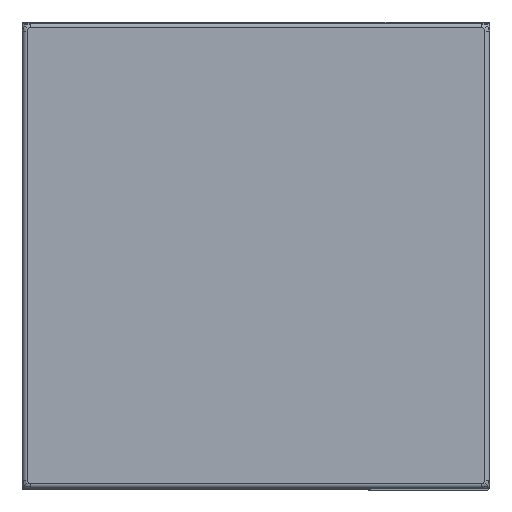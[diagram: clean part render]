
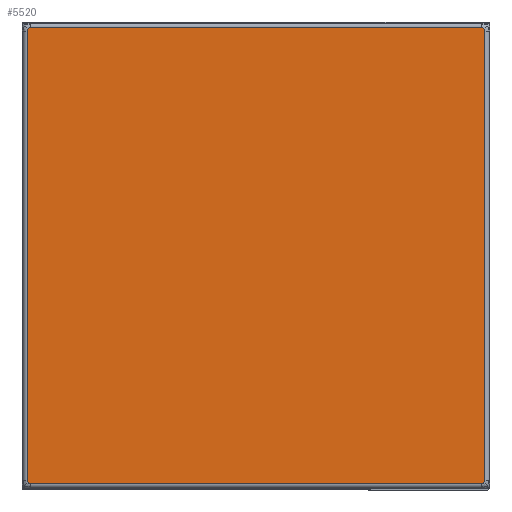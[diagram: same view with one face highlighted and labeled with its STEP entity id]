
A CAD part, left-side view. The second image highlights one B-rep face of the part: STEP entity #5520.
In plain terms, the highlighted planar face has unit normal (-1, 0, 0).
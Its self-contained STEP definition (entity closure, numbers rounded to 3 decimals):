
#56=PLANE('',#5891);
#242=LINE('',#9869,#712);
#245=LINE('',#9915,#715);
#246=LINE('',#9917,#716);
#249=LINE('',#9923,#719);
#712=VECTOR('',#6308,10.);
#715=VECTOR('',#6321,10.);
#716=VECTOR('',#6324,10.);
#719=VECTOR('',#6333,10.);
#1220=FACE_OUTER_BOUND('',#1533,.T.);
#1533=EDGE_LOOP('',(#3977,#3978,#3979,#3980,#3981,#3982,#3983,#3984,#3985,
#3986,#3987,#3988));
#1818=CIRCLE('',#5801,0.037);
#1824=CIRCLE('',#5807,0.037);
#1830=CIRCLE('',#5813,0.037);
#1836=CIRCLE('',#5819,0.037);
#1865=CIRCLE('',#5867,0.037);
#1867=CIRCLE('',#5869,0.037);
#1869=CIRCLE('',#5871,0.037);
#1872=CIRCLE('',#5876,0.037);
#2232=VERTEX_POINT('',#8614);
#2233=VERTEX_POINT('',#8621);
#2244=VERTEX_POINT('',#8930);
#2245=VERTEX_POINT('',#8937);
#2256=VERTEX_POINT('',#9246);
#2257=VERTEX_POINT('',#9253);
#2268=VERTEX_POINT('',#9562);
#2269=VERTEX_POINT('',#9569);
#2337=VERTEX_POINT('',#9786);
#2338=VERTEX_POINT('',#9825);
#2339=VERTEX_POINT('',#9864);
#2341=VERTEX_POINT('',#9910);
#2813=EDGE_CURVE('',#2232,#2233,#1818,.T.);
#2829=EDGE_CURVE('',#2244,#2245,#1824,.T.);
#2845=EDGE_CURVE('',#2256,#2257,#1830,.T.);
#2861=EDGE_CURVE('',#2268,#2269,#1836,.T.);
#2956=EDGE_CURVE('',#2337,#2268,#1865,.T.);
#2958=EDGE_CURVE('',#2338,#2256,#1867,.T.);
#2960=EDGE_CURVE('',#2339,#2244,#1869,.T.);
#2962=EDGE_CURVE('',#2245,#2337,#242,.T.);
#2966=EDGE_CURVE('',#2341,#2232,#1872,.T.);
#2968=EDGE_CURVE('',#2257,#2341,#245,.T.);
#2969=EDGE_CURVE('',#2233,#2339,#246,.T.);
#2972=EDGE_CURVE('',#2269,#2338,#249,.T.);
#3977=ORIENTED_EDGE('',*,*,#2966,.F.);
#3978=ORIENTED_EDGE('',*,*,#2968,.F.);
#3979=ORIENTED_EDGE('',*,*,#2845,.F.);
#3980=ORIENTED_EDGE('',*,*,#2958,.F.);
#3981=ORIENTED_EDGE('',*,*,#2972,.F.);
#3982=ORIENTED_EDGE('',*,*,#2861,.F.);
#3983=ORIENTED_EDGE('',*,*,#2956,.F.);
#3984=ORIENTED_EDGE('',*,*,#2962,.F.);
#3985=ORIENTED_EDGE('',*,*,#2829,.F.);
#3986=ORIENTED_EDGE('',*,*,#2960,.F.);
#3987=ORIENTED_EDGE('',*,*,#2969,.F.);
#3988=ORIENTED_EDGE('',*,*,#2813,.F.);
#5520=ADVANCED_FACE('',(#1220),#56,.F.);
#5801=AXIS2_PLACEMENT_3D('',#8622,#6097,#6098);
#5807=AXIS2_PLACEMENT_3D('',#8938,#6109,#6110);
#5813=AXIS2_PLACEMENT_3D('',#9254,#6121,#6122);
#5819=AXIS2_PLACEMENT_3D('',#9570,#6133,#6134);
#5867=AXIS2_PLACEMENT_3D('',#9788,#6295,#6296);
#5869=AXIS2_PLACEMENT_3D('',#9827,#6299,#6300);
#5871=AXIS2_PLACEMENT_3D('',#9866,#6303,#6304);
#5876=AXIS2_PLACEMENT_3D('',#9912,#6316,#6317);
#5891=AXIS2_PLACEMENT_3D('',#9956,#6364,#6365);
#6097=DIRECTION('center_axis',(1.,0.,0.));
#6098=DIRECTION('ref_axis',(0.,-0.707,0.707));
#6109=DIRECTION('center_axis',(1.,0.,0.));
#6110=DIRECTION('ref_axis',(0.,-0.707,-0.707));
#6121=DIRECTION('center_axis',(1.,0.,0.));
#6122=DIRECTION('ref_axis',(0.,0.707,0.707));
#6133=DIRECTION('center_axis',(1.,0.,0.));
#6134=DIRECTION('ref_axis',(0.,0.707,-0.707));
#6295=DIRECTION('center_axis',(1.,0.,0.));
#6296=DIRECTION('ref_axis',(0.,0.707,-0.707));
#6299=DIRECTION('center_axis',(1.,0.,0.));
#6300=DIRECTION('ref_axis',(0.,0.707,0.707));
#6303=DIRECTION('center_axis',(1.,0.,0.));
#6304=DIRECTION('ref_axis',(0.,-0.707,-0.707));
#6308=DIRECTION('',(0.,1.,0.));
#6316=DIRECTION('center_axis',(1.,0.,0.));
#6317=DIRECTION('ref_axis',(0.,-0.707,0.707));
#6321=DIRECTION('',(0.,-1.,0.));
#6324=DIRECTION('',(0.,0.,-1.));
#6333=DIRECTION('',(0.,0.,1.));
#6364=DIRECTION('center_axis',(1.,0.,0.));
#6365=DIRECTION('ref_axis',(0.,0.,-1.));
#8614=CARTESIAN_POINT('',(-20.,-2.45,4.928));
#8621=CARTESIAN_POINT('',(-20.,-2.461,4.902));
#8622=CARTESIAN_POINT('Origin',(-20.,-2.424,4.902));
#8930=CARTESIAN_POINT('',(-20.,-2.45,0.061));
#8937=CARTESIAN_POINT('',(-20.,-2.424,0.05));
#8938=CARTESIAN_POINT('Origin',(-20.,-2.424,0.087));
#9246=CARTESIAN_POINT('',(-20.,2.439,4.928));
#9253=CARTESIAN_POINT('',(-20.,2.413,4.939));
#9254=CARTESIAN_POINT('Origin',(-20.,2.413,4.902));
#9562=CARTESIAN_POINT('',(-20.,2.439,0.061));
#9569=CARTESIAN_POINT('',(-20.,2.45,0.087));
#9570=CARTESIAN_POINT('Origin',(-20.,2.413,0.087));
#9786=CARTESIAN_POINT('',(-20.,2.413,0.05));
#9788=CARTESIAN_POINT('Origin',(-20.,2.413,0.087));
#9825=CARTESIAN_POINT('',(-20.,2.45,4.902));
#9827=CARTESIAN_POINT('Origin',(-20.,2.413,4.902));
#9864=CARTESIAN_POINT('',(-20.,-2.461,0.087));
#9866=CARTESIAN_POINT('Origin',(-20.,-2.424,0.087));
#9869=CARTESIAN_POINT('',(-20.,-2.5,0.05));
#9910=CARTESIAN_POINT('',(-20.,-2.424,4.939));
#9912=CARTESIAN_POINT('Origin',(-20.,-2.424,4.902));
#9915=CARTESIAN_POINT('',(-20.,0.,4.939));
#9917=CARTESIAN_POINT('',(-20.,-2.461,1.238));
#9923=CARTESIAN_POINT('',(-20.,2.45,-0.019));
#9956=CARTESIAN_POINT('Origin',(-20.,-2.5,-0.019));
